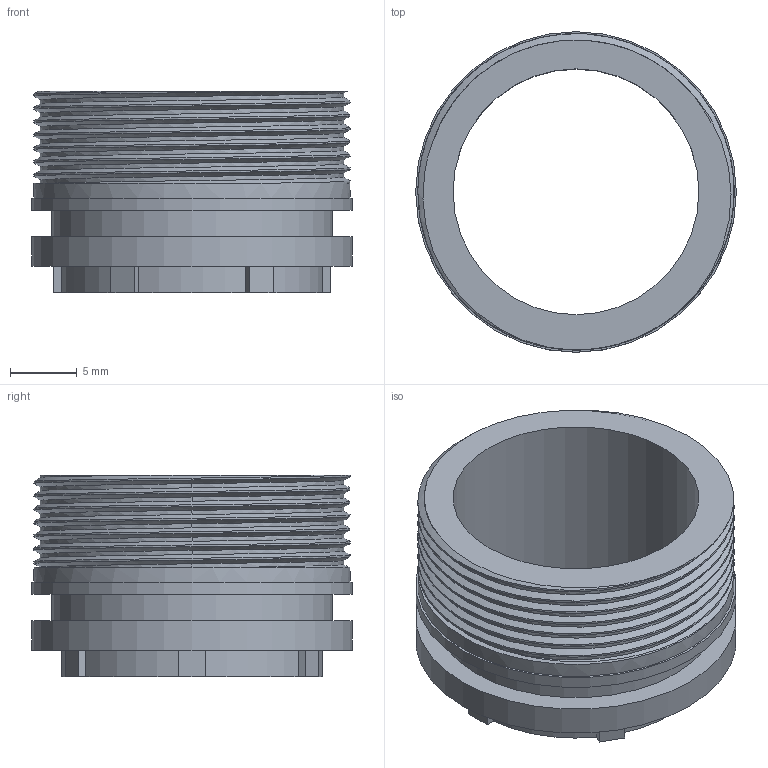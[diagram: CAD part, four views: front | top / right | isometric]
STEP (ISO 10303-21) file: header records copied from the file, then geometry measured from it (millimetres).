
FILE_DESCRIPTION(/* description */ ('','CAx-IF Rec.Pracs.---Representation and Presentation of Product Manufacturing Information (PMI)---4.0---2014-10-13'),/* implementation_level */ '2;1');
FILE_NAME(/* name */ 'Housing Sleeve Thread.step',/* time_stamp */ '2025-02-09T14:59:33-06:00',/* author */ (''),/* organization */ (''),/* preprocessor_version */ 'ST-DEVELOPER v20',/* originating_system */ 'Autodesk Translation Framework v13.20.0.188',/* authorisation */ '');
FILE_SCHEMA (('AP242_MANAGED_MODEL_BASED_3D_ENGINEERING_MIM_LF { 1 0 10303 442 1 1 4 }'));
Length unit declared in the file: millimetre
Products named in the file (1): Housing Sleeve Thread
Bounding box: 24 x 24 x 15.1 mm (x, y, z)
Volume: 2082.6 mm3; surface area: 2820.5 mm2
Topology: 1 solids, 1 shells, 53 faces, 141 edges, 94 vertices
Faces by surface type: cylinder 26, plane 25, bspline 2
Full cylindrical faces by diameter (mm): 18.4 x1, 21 x1, 22.738 x6, 23.684 x7, 24 x2
Entity records: 3527 total; most frequent: CARTESIAN_POINT 2206, ORIENTED_EDGE 282, DIRECTION 237, EDGE_CURVE 141, VERTEX_POINT 94, LINE 79, VECTOR 79, AXIS2_PLACEMENT_3D 79
